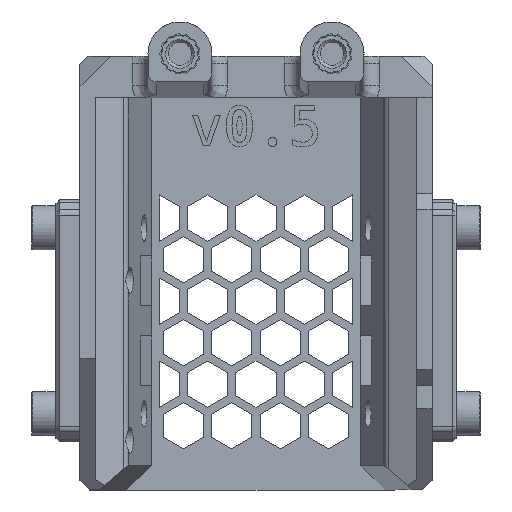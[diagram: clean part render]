
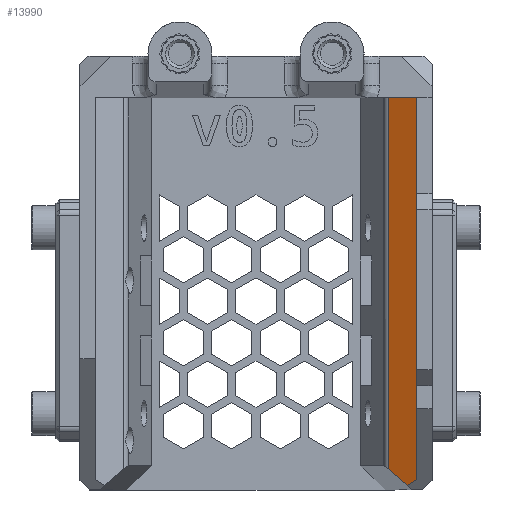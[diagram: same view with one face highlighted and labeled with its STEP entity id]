
A CAD part, front view. The second image highlights one B-rep face of the part: STEP entity #13990.
In plain terms, the highlighted face is planar.
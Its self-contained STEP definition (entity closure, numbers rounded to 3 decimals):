
#1259=LINE('',#24828,#2483);
#1884=LINE('',#26522,#3108);
#1885=LINE('',#26525,#3109);
#1886=LINE('',#26527,#3110);
#1887=LINE('',#26528,#3111);
#2483=VECTOR('',#16221,10.);
#3108=VECTOR('',#17628,10.);
#3109=VECTOR('',#17631,10.);
#3110=VECTOR('',#17632,10.);
#3111=VECTOR('',#17633,10.);
#4178=FACE_OUTER_BOUND('',#5048,.T.);
#5048=EDGE_LOOP('',(#12190,#12191,#12192,#12193,#12194));
#6233=VERTEX_POINT('',#24825);
#6234=VERTEX_POINT('',#24827);
#6660=VERTEX_POINT('',#26520);
#6661=VERTEX_POINT('',#26524);
#6662=VERTEX_POINT('',#26526);
#7819=EDGE_CURVE('',#6233,#6234,#1259,.T.);
#8541=EDGE_CURVE('',#6660,#6233,#1884,.T.);
#8542=EDGE_CURVE('',#6661,#6660,#1885,.T.);
#8543=EDGE_CURVE('',#6661,#6662,#1886,.T.);
#8544=EDGE_CURVE('',#6234,#6662,#1887,.T.);
#12190=ORIENTED_EDGE('',*,*,#8541,.F.);
#12191=ORIENTED_EDGE('',*,*,#8542,.F.);
#12192=ORIENTED_EDGE('',*,*,#8543,.T.);
#12193=ORIENTED_EDGE('',*,*,#8544,.F.);
#12194=ORIENTED_EDGE('',*,*,#7819,.F.);
#13354=PLANE('',#14914);
#13990=ADVANCED_FACE('',(#4178),#13354,.T.);
#14914=AXIS2_PLACEMENT_3D('',#26523,#17629,#17630);
#16221=DIRECTION('',(0.894,0.,0.447));
#17628=DIRECTION('',(0.,1.,0.));
#17629=DIRECTION('center_axis',(-0.447,0.,
0.894));
#17630=DIRECTION('ref_axis',(0.894,0.,0.447));
#17631=DIRECTION('',(-0.708,0.611,-0.354));
#17632=DIRECTION('',(0.781,0.488,0.39));
#17633=DIRECTION('',(0.,-1.,0.));
#24825=CARTESIAN_POINT('',(25.938,46.984,-100.438));
#24827=CARTESIAN_POINT('',(29.528,46.984,-98.643));
#24828=CARTESIAN_POINT('',(29.694,46.984,-98.56));
#26520=CARTESIAN_POINT('',(25.938,0.619,-100.438));
#26522=CARTESIAN_POINT('',(25.938,-2.016,-100.438));
#26523=CARTESIAN_POINT('Origin',(25.515,-2.016,-100.649));
#26524=CARTESIAN_POINT('',(28.344,-1.459,-99.235));
#26525=CARTESIAN_POINT('',(23.477,2.744,-101.668));
#26526=CARTESIAN_POINT('',(29.528,-0.718,-98.643));
#26527=CARTESIAN_POINT('',(27.752,-1.828,-99.531));
#26528=CARTESIAN_POINT('',(29.528,11.534,-98.643));
